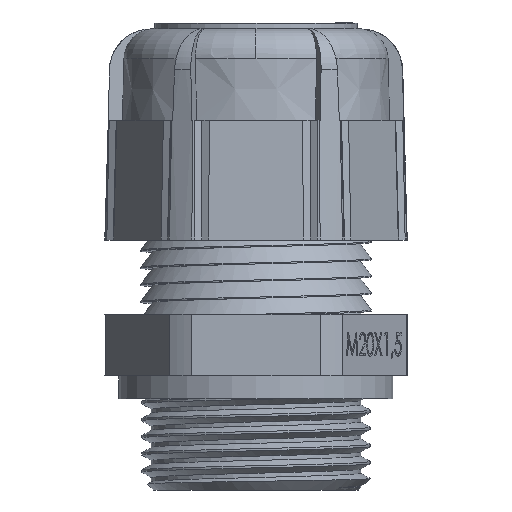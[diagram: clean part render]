
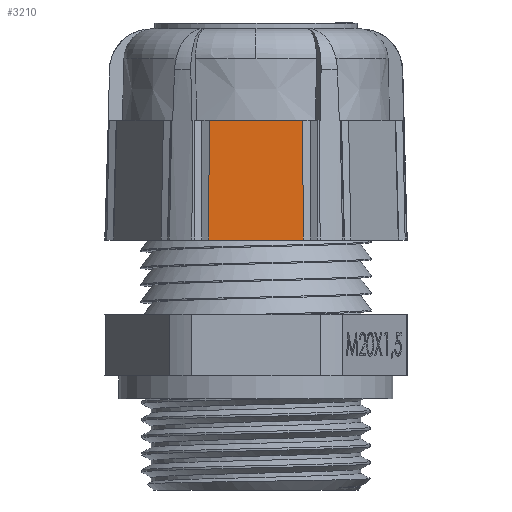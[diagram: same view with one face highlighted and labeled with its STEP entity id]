
A CAD part, front view. The second image highlights one B-rep face of the part: STEP entity #3210.
In plain terms, the highlighted planar face has unit normal (0, -1, 0.026).
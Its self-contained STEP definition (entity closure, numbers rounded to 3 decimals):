
#401 = VECTOR ( 'NONE', #3736, 1000. ) ;
#880 = EDGE_CURVE ( 'NONE', #11899, #4550, #18535, .T. ) ;
#950 = ORIENTED_EDGE ( 'NONE', *, *, #3334, .T. ) ;
#1197 = LINE ( 'NONE', #11429, #8132 ) ;
#1649 = VERTEX_POINT ( 'NONE', #16494 ) ;
#2279 = CARTESIAN_POINT ( 'NONE',  ( 4.085, -11.725, 10.5 ) ) ;
#3210 = ADVANCED_FACE ( 'NONE', ( #5592 ), #18411, .T. ) ;
#3334 = EDGE_CURVE ( 'NONE', #6821, #1649, #7576, .T. ) ;
#3532 = EDGE_LOOP ( 'NONE', ( #8262, #5074, #14789, #950, #11540 ) ) ;
#3543 = EDGE_CURVE ( 'NONE', #12085, #6821, #1197, .T. ) ;
#3639 = LINE ( 'NONE', #14989, #401 ) ;
#3736 = DIRECTION ( 'NONE',  ( 1., 0., 0. ) ) ;
#4550 = VERTEX_POINT ( 'NONE', #6340 ) ;
#4802 = VECTOR ( 'NONE', #6064, 1000. ) ;
#4836 = DIRECTION ( 'NONE',  ( -1., 0., 0. ) ) ;
#5074 = ORIENTED_EDGE ( 'NONE', *, *, #9366, .T. ) ;
#5592 = FACE_OUTER_BOUND ( 'NONE', #3532, .T. ) ;
#5853 = DIRECTION ( 'NONE',  ( -1., 0., 0. ) ) ;
#6064 = DIRECTION ( 'NONE',  ( -0.006, -0.026, -1. ) ) ;
#6251 = CARTESIAN_POINT ( 'NONE',  ( 0., -11.725, 10.5 ) ) ;
#6340 = CARTESIAN_POINT ( 'NONE',  ( 4.15, -12., 0. ) ) ;
#6752 = VECTOR ( 'NONE', #7506, 1000. ) ;
#6821 = VERTEX_POINT ( 'NONE', #15819 ) ;
#7506 = DIRECTION ( 'NONE',  ( 0.006, -0.026, -1. ) ) ;
#7576 = LINE ( 'NONE', #16249, #4802 ) ;
#8132 = VECTOR ( 'NONE', #5853, 1000. ) ;
#8262 = ORIENTED_EDGE ( 'NONE', *, *, #880, .F. ) ;
#9366 = EDGE_CURVE ( 'NONE', #11899, #12085, #13606, .T. ) ;
#11363 = DIRECTION ( 'NONE',  ( 0., -0.026, -1. ) ) ;
#11429 = CARTESIAN_POINT ( 'NONE',  ( 0., -11.725, 10.5 ) ) ;
#11540 = ORIENTED_EDGE ( 'NONE', *, *, #13623, .T. ) ;
#11899 = VERTEX_POINT ( 'NONE', #2279 ) ;
#12085 = VERTEX_POINT ( 'NONE', #14650 ) ;
#13488 = AXIS2_PLACEMENT_3D ( 'NONE', #17010, #15584, #11363 ) ;
#13606 = LINE ( 'NONE', #6251, #14855 ) ;
#13619 = CARTESIAN_POINT ( 'NONE',  ( 4.15, -12., 0.004 ) ) ;
#13623 = EDGE_CURVE ( 'NONE', #1649, #4550, #3639, .T. ) ;
#14650 = CARTESIAN_POINT ( 'NONE',  ( 0., -11.725, 10.5 ) ) ;
#14789 = ORIENTED_EDGE ( 'NONE', *, *, #3543, .T. ) ;
#14855 = VECTOR ( 'NONE', #4836, 1000. ) ;
#14989 = CARTESIAN_POINT ( 'NONE',  ( 0., -12., 0. ) ) ;
#15584 = DIRECTION ( 'NONE',  ( 0., -1., 0.026 ) ) ;
#15819 = CARTESIAN_POINT ( 'NONE',  ( -4.085, -11.725, 10.5 ) ) ;
#16249 = CARTESIAN_POINT ( 'NONE',  ( -4.15, -11.999, 0.026 ) ) ;
#16494 = CARTESIAN_POINT ( 'NONE',  ( -4.15, -12., 0. ) ) ;
#17010 = CARTESIAN_POINT ( 'NONE',  ( 0., -12., 0. ) ) ;
#18411 = PLANE ( 'NONE',  #13488 ) ;
#18535 = LINE ( 'NONE', #13619, #6752 ) ;
